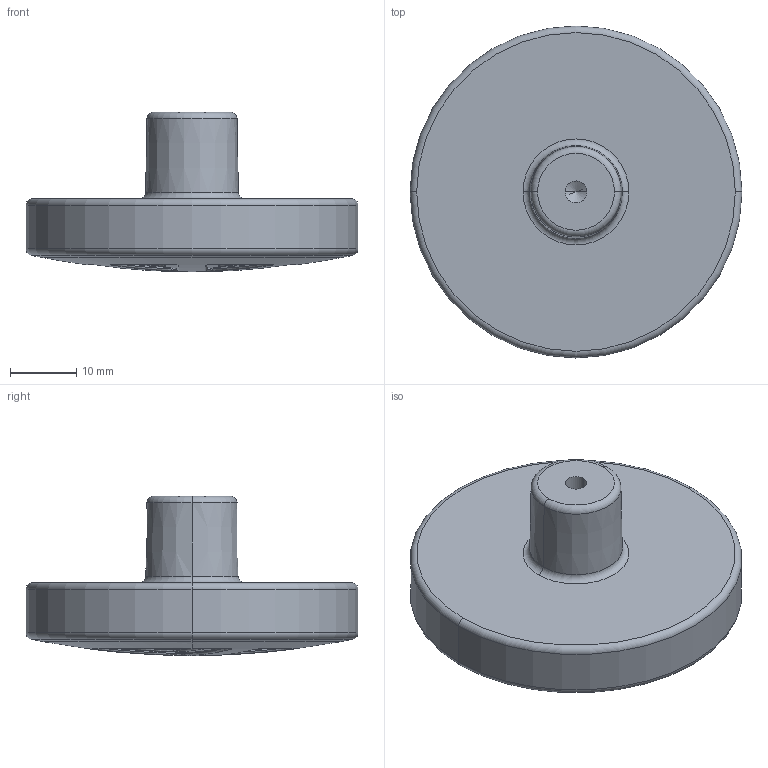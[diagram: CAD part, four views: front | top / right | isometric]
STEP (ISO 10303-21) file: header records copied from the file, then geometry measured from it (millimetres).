
FILE_DESCRIPTION(('Creo Elements/Direct Modeling STEP Export'),'2;1');
FILE_NAME('H235-50.stp','2021-05-27T10:36:53',(''),(''),'Creo Elements/Direct Modeling STEP processor for AP214 (Solid Model)','Creo Elements/Direct Modeling 20.0 12-Nov-2016 (C) Parametric Technology GmbH','');
FILE_SCHEMA(('AUTOMOTIVE_DESIGN { 1 0 10303 214 1 1 1 1 }'));
Length unit declared in the file: millimetre
Products named in the file (11): T1.1.8; T1.1.9; T1.1.7; T1.1.5; T1.1.6; T1.1.4; T1.1.3; T1.1; T1.1.1; T1.1.2; KU-9880
Assembly tree (10 placements, depth 2):
  KU-9880
    T1.1.2
    T1.1.1
    T1.1
    T1.1.3
    T1.1.4
    T1.1.6
    T1.1.5
    T1.1.7
    T1.1.9
    T1.1.8
Bounding box: 50 x 50 x 24 mm (x, y, z)
Volume: 20448.8 mm3; surface area: 11164.3 mm2
Topology: 10 solids, 10 shells, 191 faces, 452 edges, 278 vertices
Faces by surface type: cylinder 74, plane 45, torus 32, bspline 24, sphere 12, cone 4
Entity records: 10339 total; most frequent: CARTESIAN_POINT 5908, ORIENTED_EDGE 896, DIRECTION 822, EDGE_CURVE 448, AXIS2_PLACEMENT_3D 340, VERTEX_POINT 278, EDGE_LOOP 208, FACE_OUTER_BOUND 191
